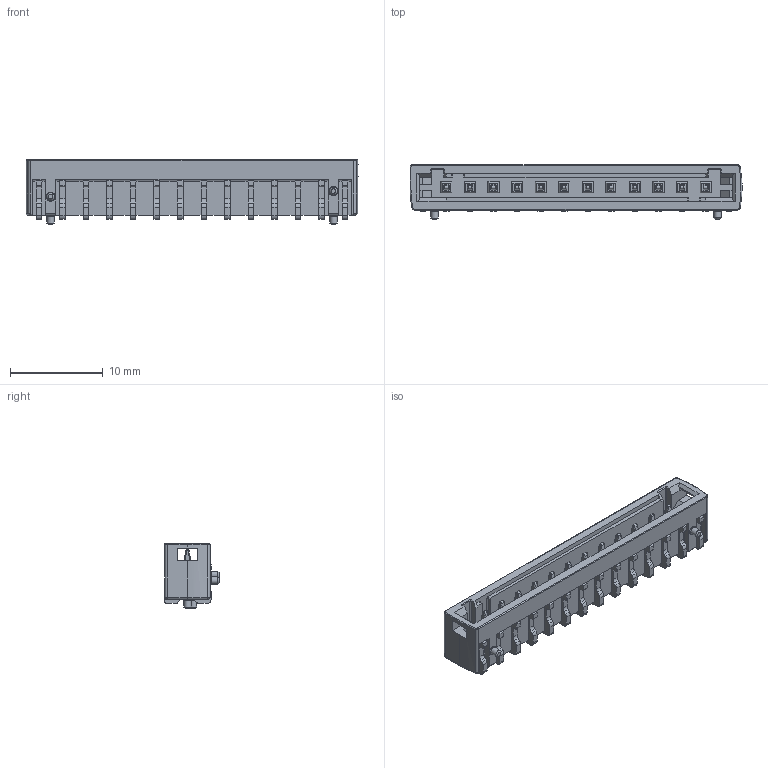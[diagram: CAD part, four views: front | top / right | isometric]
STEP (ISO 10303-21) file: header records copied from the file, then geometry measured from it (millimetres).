
FILE_DESCRIPTION(/* description */ (''),/* implementation_level */ '2;1');
FILE_NAME(/* name */ '100549233ugm000_a.stp',/* time_stamp */ '2013-10-09T17:28:02+02:00',/* author */ (''),/* organization */ (''),/* preprocessor_version */ 'ST-DEVELOPER v15',/* originating_system */ 'SIEMENS PLM Software NX 8.5',/* authorisation */ '');
FILE_SCHEMA (('AUTOMOTIVE_DESIGN { 1 0 10303 214 3 1 1 1 }'));
Length unit declared in the file: millimetre
Products named in the file (1): 100549233ugm000_a
Bounding box: 35.78 x 5.9 x 7 mm (x, y, z)
Volume: 703.3 mm3; surface area: 1326.5 mm2
Topology: 1 solids, 1 shells, 916 faces, 2420 edges, 1532 vertices
Faces by surface type: plane 486, cylinder 330, torus 60, bspline 28, cone 12
Full cylindrical faces by diameter (mm): 0.8 x4
Entity records: 32961 total; most frequent: CARTESIAN_POINT 5309, DIRECTION 4978, ORIENTED_EDGE 4812, EDGE_CURVE 2406, AXIS2_PLACEMENT_3D 1687, LINE 1604, VECTOR 1604, VERTEX_POINT 1530
